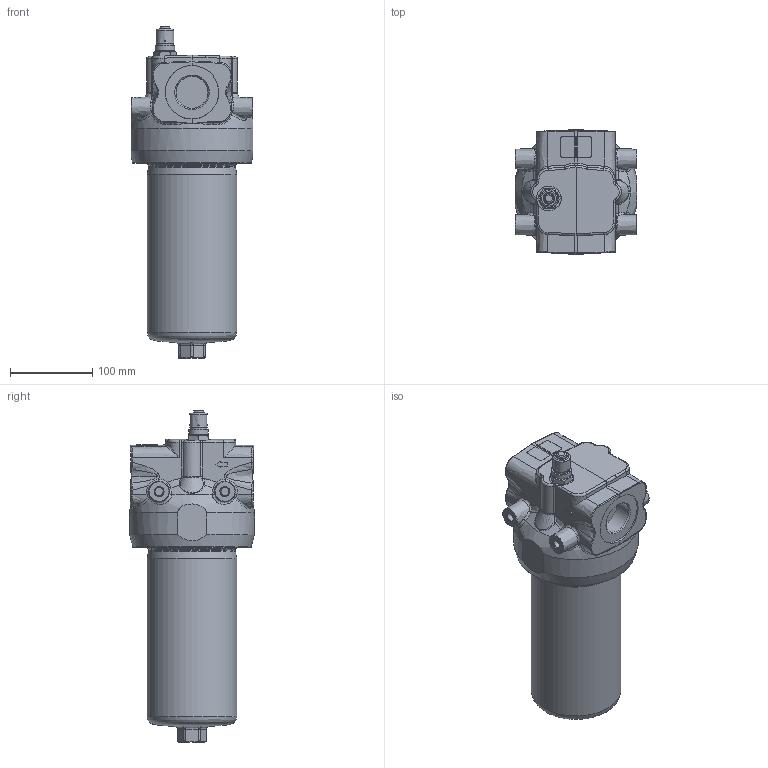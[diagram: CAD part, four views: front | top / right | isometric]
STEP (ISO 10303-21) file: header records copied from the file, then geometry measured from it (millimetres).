
FILE_DESCRIPTION((''),'2;1');
FILE_NAME('HD419-269_OD1_34126600.stp', '2016-06-20T14:03:19',('User'),('SDRC'),'I-DEAS Master Series 9','UNIX', 'Yes');
FILE_SCHEMA(('AUTOMOTIVE_DESIGN { 1 0 10303 214 1 1 1 1 }'));
Length unit declared in the file: millimetre
Products named in the file (1): 34126600
Bounding box: 148 x 151.99 x 403.6 mm (x, y, z)
Volume: 4078845.9 mm3; surface area: 185252.8 mm2
Topology: 1 solids, 1 shells, 393 faces, 948 edges, 563 vertices
Faces by surface type: bspline 393
Entity records: 16243 total; most frequent: CARTESIAN_POINT 10841, ORIENTED_EDGE 1880, EDGE_CURVE 940, VERTEX_POINT 563, B_SPLINE_CURVE_WITH_KNOTS 540, EDGE_LOOP 409, FACE_OUTER_BOUND 393, ADVANCED_FACE 393
